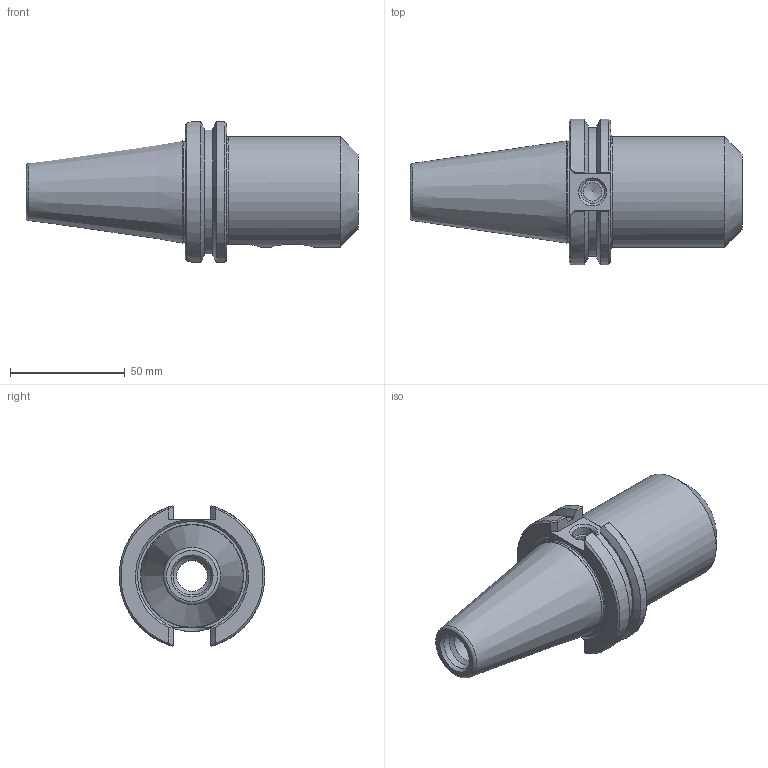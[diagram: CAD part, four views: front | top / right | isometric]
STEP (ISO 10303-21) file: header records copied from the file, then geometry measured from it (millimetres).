
FILE_DESCRIPTION((''),'2;1');
FILE_NAME('C40F-10EM3.iam.stp','2014-07-08T12:46:37',(''),(''),'Autodesk Inventor 2012','Autodesk Inventor 2012','');
FILE_SCHEMA(('AUTOMOTIVE_DESIGN { 1 0 10303 214 1 1 1 1 }'));
Length unit declared in the file: inch
Products named in the file (3): C40F-10EM3; C40F-10EM3-1; 029-945
Assembly tree (3 placements, depth 2):
  C40F-10EM3
    C40F-10EM3-1
    029-945  x2
Bounding box: 144.46 x 63.28 x 61.11 mm (x, y, z)
Volume: 166743 mm3; surface area: 36324.6 mm2
Topology: 3 solids, 3 shells, 101 faces, 257 edges, 168 vertices
Faces by surface type: plane 51, cone 24, cylinder 19, bspline 4, torus 3
Full cylindrical faces by diameter (mm): 8 x1, 10.135 x1, 13.386 x1, 14.351 x2, 15.875 x2, 16.459 x1, 25.4 x1, 26.416 x1, 43.942 x1, 48.26 x1
Entity records: 3525 total; most frequent: CARTESIAN_POINT 1412, ORIENTED_EDGE 398, DIRECTION 378, EDGE_CURVE 199, AXIS2_PLACEMENT_3D 148, VERTEX_POINT 145, EDGE_LOOP 126, FACE_OUTER_BOUND 89
